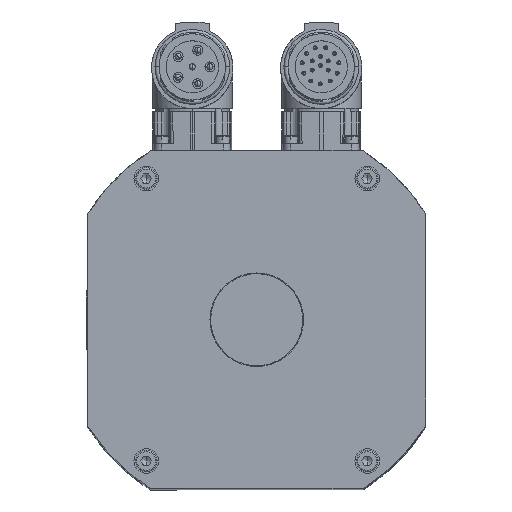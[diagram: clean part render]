
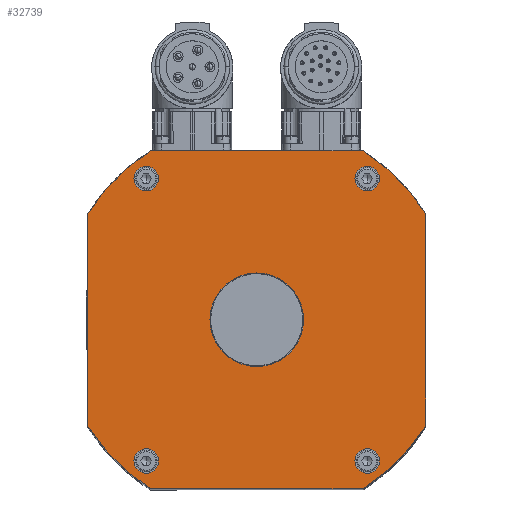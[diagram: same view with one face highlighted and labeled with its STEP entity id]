
A CAD part, top view. The second image highlights one B-rep face of the part: STEP entity #32739.
In plain terms, the highlighted face is planar.
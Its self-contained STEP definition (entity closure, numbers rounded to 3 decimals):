
#5365=CARTESIAN_POINT('',(40.,46.,257.));
#5366=VERTEX_POINT('',#5365);
#5382=CARTESIAN_POINT('',(32.,46.,257.));
#5383=VERTEX_POINT('',#5382);
#5390=CARTESIAN_POINT('',(36.,46.,257.));
#5391=DIRECTION('',(0.0,0.0,-1.0));
#5392=DIRECTION('',(1.0,0.0,0.0));
#5393=AXIS2_PLACEMENT_3D('',#5390,#5391,#5392);
#5394=CIRCLE('',#5393,4.0);
#5395=EDGE_CURVE('',#5366,#5383,#5394,.T.);
#5428=CARTESIAN_POINT('',(40.,-46.,257.));
#5429=VERTEX_POINT('',#5428);
#5445=CARTESIAN_POINT('',(32.,-46.,257.));
#5446=VERTEX_POINT('',#5445);
#5453=CARTESIAN_POINT('',(36.,-46.,257.));
#5454=DIRECTION('',(0.0,0.0,-1.0));
#5455=DIRECTION('',(1.0,0.0,0.0));
#5456=AXIS2_PLACEMENT_3D('',#5453,#5454,#5455);
#5457=CIRCLE('',#5456,4.0);
#5458=EDGE_CURVE('',#5429,#5446,#5457,.T.);
#5491=CARTESIAN_POINT('',(-32.,-46.,257.));
#5492=VERTEX_POINT('',#5491);
#5508=CARTESIAN_POINT('',(-40.,-46.,257.));
#5509=VERTEX_POINT('',#5508);
#5516=CARTESIAN_POINT('',(-36.,-46.,257.));
#5517=DIRECTION('',(0.0,0.0,-1.0));
#5518=DIRECTION('',(1.0,0.0,0.0));
#5519=AXIS2_PLACEMENT_3D('',#5516,#5517,#5518);
#5520=CIRCLE('',#5519,4.0);
#5521=EDGE_CURVE('',#5492,#5509,#5520,.T.);
#5554=CARTESIAN_POINT('',(-32.,46.,257.));
#5555=VERTEX_POINT('',#5554);
#5571=CARTESIAN_POINT('',(-40.,46.,257.));
#5572=VERTEX_POINT('',#5571);
#5579=CARTESIAN_POINT('',(-36.,46.,257.));
#5580=DIRECTION('',(0.0,0.0,-1.0));
#5581=DIRECTION('',(1.0,0.0,0.0));
#5582=AXIS2_PLACEMENT_3D('',#5579,#5580,#5581);
#5583=CIRCLE('',#5582,4.0);
#5584=EDGE_CURVE('',#5555,#5572,#5583,.T.);
#5596=CARTESIAN_POINT('',(-15.25,0.,257.));
#5597=VERTEX_POINT('',#5596);
#5613=CARTESIAN_POINT('',(15.25,0.,257.));
#5614=VERTEX_POINT('',#5613);
#5621=CARTESIAN_POINT('',(0.,0.,257.));
#5622=DIRECTION('',(0.0,0.0,-1.0));
#5623=DIRECTION('',(-1.0,0.0,0.0));
#5624=AXIS2_PLACEMENT_3D('',#5621,#5622,#5623);
#5625=CIRCLE('',#5624,15.25);
#5626=EDGE_CURVE('',#5597,#5614,#5625,.T.);
#31958=CARTESIAN_POINT('',(0.,0.,257.));
#31959=DIRECTION('',(0.0,0.0,-1.0));
#31960=DIRECTION('',(-1.0,0.0,0.0));
#31961=AXIS2_PLACEMENT_3D('',#31958,#31959,#31960);
#31962=CIRCLE('',#31961,15.25);
#31963=EDGE_CURVE('',#5614,#5597,#31962,.T.);
#32037=CARTESIAN_POINT('',(-36.,46.,257.));
#32038=DIRECTION('',(0.0,0.0,-1.0));
#32039=DIRECTION('',(1.0,0.0,0.0));
#32040=AXIS2_PLACEMENT_3D('',#32037,#32038,#32039);
#32041=CIRCLE('',#32040,4.0);
#32042=EDGE_CURVE('',#5572,#5555,#32041,.T.);
#32096=CARTESIAN_POINT('',(-36.,-46.,257.));
#32097=DIRECTION('',(0.0,0.0,-1.0));
#32098=DIRECTION('',(1.0,0.0,0.0));
#32099=AXIS2_PLACEMENT_3D('',#32096,#32097,#32098);
#32100=CIRCLE('',#32099,4.0);
#32101=EDGE_CURVE('',#5509,#5492,#32100,.T.);
#32161=CARTESIAN_POINT('',(36.,-46.,257.));
#32162=DIRECTION('',(0.0,0.0,-1.0));
#32163=DIRECTION('',(1.0,0.0,0.0));
#32164=AXIS2_PLACEMENT_3D('',#32161,#32162,#32163);
#32165=CIRCLE('',#32164,4.0);
#32166=EDGE_CURVE('',#5446,#5429,#32165,.T.);
#32226=CARTESIAN_POINT('',(36.,46.,257.));
#32227=DIRECTION('',(0.0,0.0,-1.0));
#32228=DIRECTION('',(1.0,0.0,0.0));
#32229=AXIS2_PLACEMENT_3D('',#32226,#32227,#32228);
#32230=CIRCLE('',#32229,4.0);
#32231=EDGE_CURVE('',#5383,#5366,#32230,.T.);
#32281=CARTESIAN_POINT('',(-55.,-34.641,257.));
#32282=VERTEX_POINT('',#32281);
#32289=CARTESIAN_POINT('',(-55.,34.641,257.));
#32290=VERTEX_POINT('',#32289);
#32291=CARTESIAN_POINT('',(-55.,34.641,257.));
#32292=DIRECTION('',(0.0,-1.0,0.0));
#32293=VECTOR('',#32292,69.282);
#32294=LINE('',#32291,#32293);
#32295=EDGE_CURVE('',#32290,#32282,#32294,.T.);
#32344=CARTESIAN_POINT('',(-34.641,-55.,257.));
#32345=VERTEX_POINT('',#32344);
#32352=CARTESIAN_POINT('',(0.,0.,257.));
#32353=DIRECTION('',(0.,0.,1.0));
#32354=DIRECTION('',(0.533,0.846,0.));
#32355=AXIS2_PLACEMENT_3D('',#32352,#32353,#32354);
#32356=CIRCLE('',#32355,65.0);
#32357=EDGE_CURVE('',#32282,#32345,#32356,.T.);
#32376=CARTESIAN_POINT('',(34.641,-55.,257.));
#32377=VERTEX_POINT('',#32376);
#32384=CARTESIAN_POINT('',(-34.641,-55.,257.));
#32385=DIRECTION('',(1.0,0.0,0.0));
#32386=VECTOR('',#32385,69.282);
#32387=LINE('',#32384,#32386);
#32388=EDGE_CURVE('',#32345,#32377,#32387,.T.);
#32440=CARTESIAN_POINT('',(55.,-34.641,257.));
#32441=VERTEX_POINT('',#32440);
#32448=CARTESIAN_POINT('',(0.,0.,257.));
#32449=DIRECTION('',(0.,0.,1.0));
#32450=DIRECTION('',(-0.846,0.533,0.));
#32451=AXIS2_PLACEMENT_3D('',#32448,#32449,#32450);
#32452=CIRCLE('',#32451,65.0);
#32453=EDGE_CURVE('',#32377,#32441,#32452,.T.);
#32500=CARTESIAN_POINT('',(55.,34.641,257.));
#32501=VERTEX_POINT('',#32500);
#32508=CARTESIAN_POINT('',(55.,-34.641,257.));
#32509=DIRECTION('',(0.0,1.0,0.0));
#32510=VECTOR('',#32509,69.282);
#32511=LINE('',#32508,#32510);
#32512=EDGE_CURVE('',#32441,#32501,#32511,.T.);
#32556=CARTESIAN_POINT('',(34.641,55.,257.));
#32557=VERTEX_POINT('',#32556);
#32564=CARTESIAN_POINT('',(0.,0.,257.));
#32565=DIRECTION('',(0.,0.,1.0));
#32566=DIRECTION('',(-0.533,-0.846,0.));
#32567=AXIS2_PLACEMENT_3D('',#32564,#32565,#32566);
#32568=CIRCLE('',#32567,65.);
#32569=EDGE_CURVE('',#32501,#32557,#32568,.T.);
#32588=CARTESIAN_POINT('',(-34.641,55.,257.));
#32589=VERTEX_POINT('',#32588);
#32596=CARTESIAN_POINT('',(34.641,55.,257.));
#32597=DIRECTION('',(-1.0,0.0,0.0));
#32598=VECTOR('',#32597,69.282);
#32599=LINE('',#32596,#32598);
#32600=EDGE_CURVE('',#32557,#32589,#32599,.T.);
#32643=CARTESIAN_POINT('',(0.,0.,257.));
#32644=DIRECTION('',(0.,0.,1.));
#32645=DIRECTION('',(0.846,-0.533,0.));
#32646=AXIS2_PLACEMENT_3D('',#32643,#32644,#32645);
#32647=CIRCLE('',#32646,65.);
#32648=EDGE_CURVE('',#32589,#32290,#32647,.T.);
#32704=CARTESIAN_POINT('',(0.,0.,257.));
#32705=DIRECTION('',(0.0,0.0,-1.0));
#32706=DIRECTION('',(-1.0,0.0,0.0));
#32707=AXIS2_PLACEMENT_3D('',#32704,#32705,#32706);
#32708=PLANE('',#32707);
#32709=ORIENTED_EDGE('',*,*,#32648,.T.);
#32710=ORIENTED_EDGE('',*,*,#32295,.T.);
#32711=ORIENTED_EDGE('',*,*,#32357,.T.);
#32712=ORIENTED_EDGE('',*,*,#32388,.T.);
#32713=ORIENTED_EDGE('',*,*,#32453,.T.);
#32714=ORIENTED_EDGE('',*,*,#32512,.T.);
#32715=ORIENTED_EDGE('',*,*,#32569,.T.);
#32716=ORIENTED_EDGE('',*,*,#32600,.T.);
#32717=EDGE_LOOP('',(#32709,#32710,#32711,#32712,#32713,#32714,#32715,#32716));
#32718=FACE_OUTER_BOUND('',#32717,.T.);
#32719=ORIENTED_EDGE('',*,*,#31963,.T.);
#32720=ORIENTED_EDGE('',*,*,#5626,.T.);
#32721=EDGE_LOOP('',(#32719,#32720));
#32722=FACE_BOUND('',#32721,.T.);
#32723=ORIENTED_EDGE('',*,*,#5584,.T.);
#32724=ORIENTED_EDGE('',*,*,#32042,.T.);
#32725=EDGE_LOOP('',(#32723,#32724));
#32726=FACE_BOUND('',#32725,.T.);
#32727=ORIENTED_EDGE('',*,*,#5521,.T.);
#32728=ORIENTED_EDGE('',*,*,#32101,.T.);
#32729=EDGE_LOOP('',(#32727,#32728));
#32730=FACE_BOUND('',#32729,.T.);
#32731=ORIENTED_EDGE('',*,*,#5458,.T.);
#32732=ORIENTED_EDGE('',*,*,#32166,.T.);
#32733=EDGE_LOOP('',(#32731,#32732));
#32734=FACE_BOUND('',#32733,.T.);
#32735=ORIENTED_EDGE('',*,*,#5395,.T.);
#32736=ORIENTED_EDGE('',*,*,#32231,.T.);
#32737=EDGE_LOOP('',(#32735,#32736));
#32738=FACE_BOUND('',#32737,.T.);
#32739=ADVANCED_FACE('',(#32718,#32722,#32726,#32730,#32734,#32738),#32708,.F.);
